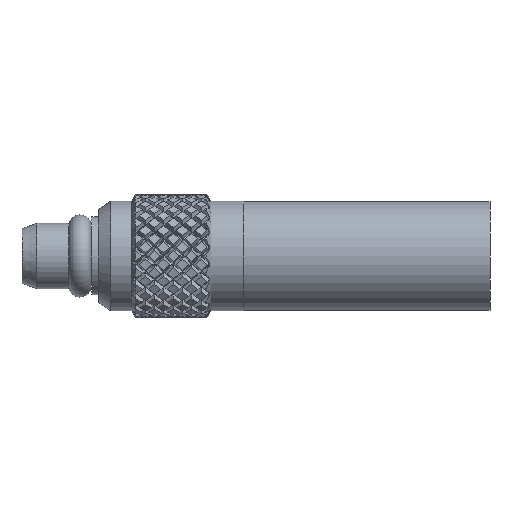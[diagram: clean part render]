
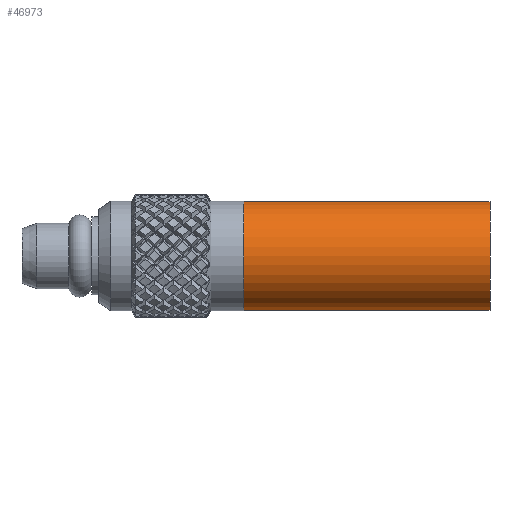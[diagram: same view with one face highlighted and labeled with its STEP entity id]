
A CAD part, front view. The second image highlights one B-rep face of the part: STEP entity #46973.
In plain terms, the highlighted cylindrical face has radius 1.99 mm (diameter 3.979 mm), a partial arc.
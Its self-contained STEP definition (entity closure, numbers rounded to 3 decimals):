
#9365 = CARTESIAN_POINT ( 'NONE',  ( 8.1, 0., -1.99 ) ) ;
#9887 = VERTEX_POINT ( 'NONE', #57923 ) ;
#10110 = EDGE_LOOP ( 'NONE', ( #54262, #87916, #102504, #21309 ) ) ;
#12367 = EDGE_CURVE ( 'NONE', #14886, #99301, #86426, .T. ) ;
#14560 = VECTOR ( 'NONE', #81914, 1000. ) ;
#14886 = VERTEX_POINT ( 'NONE', #43342 ) ;
#17228 = LINE ( 'NONE', #90449, #65088 ) ;
#19332 = CARTESIAN_POINT ( 'NONE',  ( 17.1, 0., 0. ) ) ;
#21309 = ORIENTED_EDGE ( 'NONE', *, *, #12367, .F. ) ;
#21692 = DIRECTION ( 'NONE',  ( 1., 0., 0. ) ) ;
#27274 = VERTEX_POINT ( 'NONE', #9365 ) ;
#27865 = DIRECTION ( 'NONE',  ( 0., 0., -1. ) ) ;
#31961 = FACE_OUTER_BOUND ( 'NONE', #10110, .T. ) ;
#38890 = EDGE_CURVE ( 'NONE', #9887, #27274, #42406, .T. ) ;
#42406 = CIRCLE ( 'NONE', #51294, 1.99 ) ;
#43342 = CARTESIAN_POINT ( 'NONE',  ( 17.1, 0., 1.99 ) ) ;
#46054 = DIRECTION ( 'NONE',  ( 1., 0., 0. ) ) ;
#46973 = ADVANCED_FACE ( 'NONE', ( #31961 ), #97102, .T. ) ;
#51294 = AXIS2_PLACEMENT_3D ( 'NONE', #96959, #46054, #105517 ) ;
#52473 = DIRECTION ( 'NONE',  ( 1., 0., 0. ) ) ;
#54262 = ORIENTED_EDGE ( 'NONE', *, *, #76959, .F. ) ;
#57923 = CARTESIAN_POINT ( 'NONE',  ( 8.1, 0., 1.99 ) ) ;
#65088 = VECTOR ( 'NONE', #21692, 1000. ) ;
#71293 = AXIS2_PLACEMENT_3D ( 'NONE', #19332, #78813, #27865 ) ;
#71745 = AXIS2_PLACEMENT_3D ( 'NONE', #77793, #52473, #103403 ) ;
#76959 = EDGE_CURVE ( 'NONE', #9887, #14886, #17228, .T. ) ;
#77793 = CARTESIAN_POINT ( 'NONE',  ( 6.207, 0., 0. ) ) ;
#78813 = DIRECTION ( 'NONE',  ( 1., 0., 0. ) ) ;
#79603 = EDGE_CURVE ( 'NONE', #27274, #99301, #85122, .T. ) ;
#81914 = DIRECTION ( 'NONE',  ( 1., 0., 0. ) ) ;
#85122 = LINE ( 'NONE', #106072, #14560 ) ;
#86426 = CIRCLE ( 'NONE', #71293, 1.99 ) ;
#87916 = ORIENTED_EDGE ( 'NONE', *, *, #38890, .T. ) ;
#90449 = CARTESIAN_POINT ( 'NONE',  ( 6.207, 0., 1.99 ) ) ;
#96959 = CARTESIAN_POINT ( 'NONE',  ( 8.1, 0., 0. ) ) ;
#97102 = CYLINDRICAL_SURFACE ( 'NONE', #71745, 1.99 ) ;
#99301 = VERTEX_POINT ( 'NONE', #109400 ) ;
#102504 = ORIENTED_EDGE ( 'NONE', *, *, #79603, .T. ) ;
#103403 = DIRECTION ( 'NONE',  ( 0., 0., -1. ) ) ;
#105517 = DIRECTION ( 'NONE',  ( 0., 0., -1. ) ) ;
#106072 = CARTESIAN_POINT ( 'NONE',  ( 6.207, 0., -1.99 ) ) ;
#109400 = CARTESIAN_POINT ( 'NONE',  ( 17.1, 0., -1.99 ) ) ;
